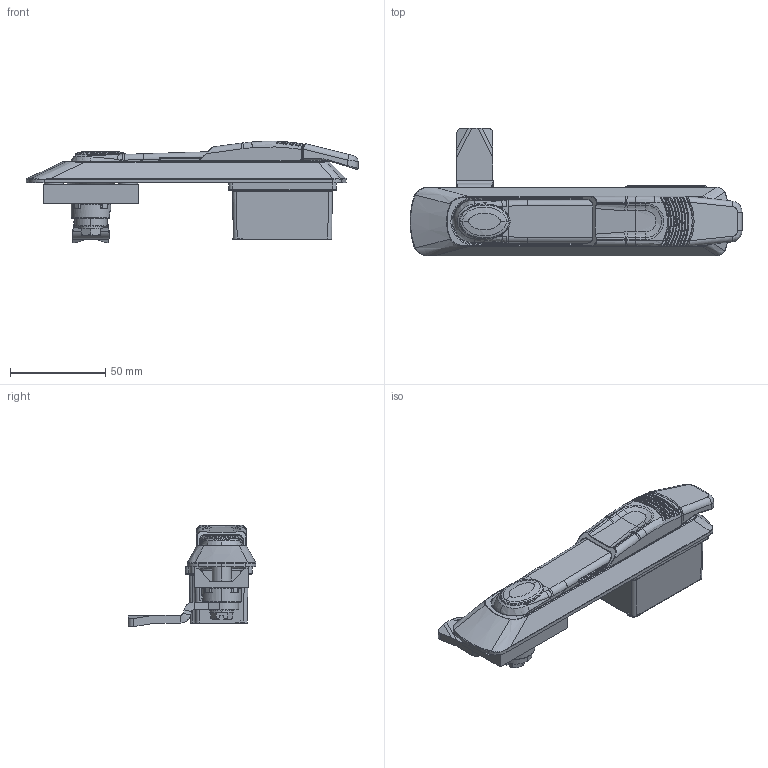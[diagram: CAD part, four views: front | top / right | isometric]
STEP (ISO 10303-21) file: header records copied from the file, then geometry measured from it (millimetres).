
FILE_DESCRIPTION (( 'STEP AP214' ), '1' );
FILE_NAME ('206.20.20.05.42.STEP', '2019-04-30T12:41:14', ( 'Mesan_IT' ), ( '' ), 'SwSTEP 2.0', 'SolidWorks 2018', '' );
FILE_SCHEMA (( 'AUTOMOTIVE_DESIGN' ));
Length unit declared in the file: millimetre
Products named in the file (5): 206.20.20.DD.33.STEP; 206.20.20.05.42; 42-Dil
Assembly tree (2 placements, depth 2):
  206.20.20.DD.33.STEP
  206.20.20.05.42
    206.20.20.DD.33.STEP
    42-Dil
  42-Dil
Bounding box: 174 x 67 x 53.28 mm (x, y, z)
Volume: 95686 mm3; surface area: 76363.6 mm2
Topology: 19 solids, 19 shells, 1741 faces, 4381 edges, 2670 vertices
Faces by surface type: plane 593, cylinder 541, bspline 509, cone 84, torus 14
Entity records: 72526 total; most frequent: CARTESIAN_POINT 34202, ORIENTED_EDGE 8686, DIRECTION 7093, EDGE_CURVE 4343, VERTEX_POINT 2670, AXIS2_PLACEMENT_3D 2635, VECTOR 1823, LINE 1823
